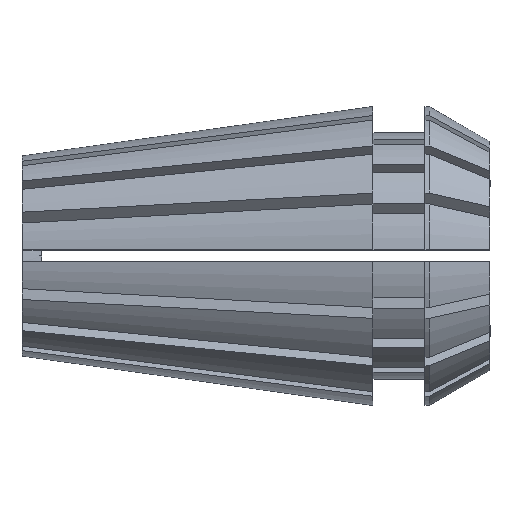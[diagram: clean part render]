
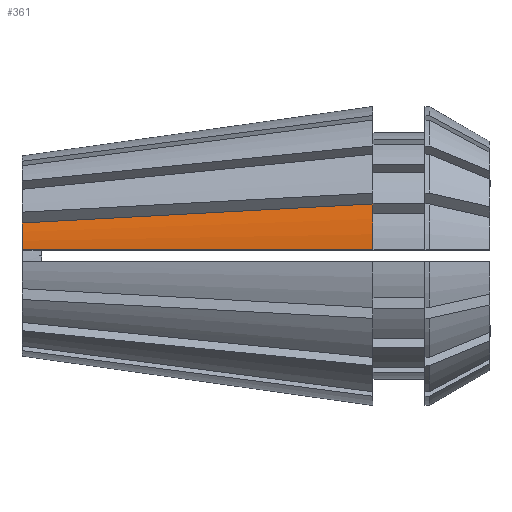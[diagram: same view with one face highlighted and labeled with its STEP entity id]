
A CAD part, top view. The second image highlights one B-rep face of the part: STEP entity #361.
In plain terms, the highlighted conical face has half-angle 8 degrees and reference radius 5.753 mm.
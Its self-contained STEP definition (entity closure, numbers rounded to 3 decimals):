
#95 = CARTESIAN_POINT ( 'NONE',  ( 0.303, 0.225, 3.892 ) ) ;
#140 = CARTESIAN_POINT ( 'NONE',  ( 0., 1.265, 3.642 ) ) ;
#283 = ORIENTED_EDGE ( 'NONE', *, *, #4622, .F. ) ;
#302 = CARTESIAN_POINT ( 'NONE',  ( 13.5, 0., 0. ) ) ;
#361 = ADVANCED_FACE ( 'NONE', ( #4879 ), #3403, .T. ) ;
#616 = CARTESIAN_POINT ( 'NONE',  ( 0., 0.225, 3.849 ) ) ;
#761 = CARTESIAN_POINT ( 'NONE',  ( 13.5, 0.225, 5.749 ) ) ;
#789 = CIRCLE ( 'NONE', #1172, 5.753 ) ;
#1156 = ORIENTED_EDGE ( 'NONE', *, *, #3543, .T. ) ;
#1172 = AXIS2_PLACEMENT_3D ( 'NONE', #3923, #1239, #4365 ) ;
#1209 = DIRECTION ( 'NONE',  ( 1., 0., 0. ) ) ;
#1210 = AXIS2_PLACEMENT_3D ( 'NONE', #302, #1209, #2000 ) ;
#1239 = DIRECTION ( 'NONE',  ( -1., 0., 0. ) ) ;
#1396 = CARTESIAN_POINT ( 'NONE',  ( 13.5, 1.992, 5.397 ) ) ;
#1484 = B_SPLINE_CURVE_WITH_KNOTS ( 'NONE', 3,
 ( #3230, #1864, #4580, #1899, #5028, #2366, #5478, #2819, #95, #3244 ),
 .UNSPECIFIED., .F., .F.,
 ( 4, 3, 3, 4 ),
 ( 0.023, 0.029, 0.036, 0.037 ),
 .UNSPECIFIED. ) ;
#1657 = ORIENTED_EDGE ( 'NONE', *, *, #5730, .F. ) ;
#1864 = CARTESIAN_POINT ( 'NONE',  ( 11.612, 0.225, 5.483 ) ) ;
#1899 = CARTESIAN_POINT ( 'NONE',  ( 7.836, 0.225, 4.952 ) ) ;
#1928 = ORIENTED_EDGE ( 'NONE', *, *, #5336, .F. ) ;
#1949 = CARTESIAN_POINT ( 'NONE',  ( 4.469, 1.506, 4.223 ) ) ;
#2000 = DIRECTION ( 'NONE',  ( 0., 0., -1. ) ) ;
#2244 = CARTESIAN_POINT ( 'NONE',  ( 0., 0., 0. ) ) ;
#2366 = CARTESIAN_POINT ( 'NONE',  ( 3.219, 0.225, 4.302 ) ) ;
#2399 = VERTEX_POINT ( 'NONE', #616 ) ;
#2405 = CARTESIAN_POINT ( 'NONE',  ( 2.234, 1.385, 3.933 ) ) ;
#2417 = EDGE_LOOP ( 'NONE', ( #283, #1928, #1657, #1156 ) ) ;
#2421 = CARTESIAN_POINT ( 'NONE',  ( 8.969, 1.748, 4.808 ) ) ;
#2534 = VERTEX_POINT ( 'NONE', #1396 ) ;
#2694 = DIRECTION ( 'NONE',  ( 0., 0., 1. ) ) ;
#2819 = CARTESIAN_POINT ( 'NONE',  ( 0.607, 0.225, 3.935 ) ) ;
#2867 = CARTESIAN_POINT ( 'NONE',  ( 13.5, 1.992, 5.397 ) ) ;
#2890 = AXIS2_PLACEMENT_3D ( 'NONE', #2244, #5354, #2694 ) ;
#2967 = CARTESIAN_POINT ( 'NONE',  ( 0., 1.265, 3.642 ) ) ;
#3230 = CARTESIAN_POINT ( 'NONE',  ( 13.5, 0.225, 5.749 ) ) ;
#3244 = CARTESIAN_POINT ( 'NONE',  ( 0., 0.225, 3.849 ) ) ;
#3403 = CONICAL_SURFACE ( 'NONE', #1210, 5.753, 0.14 ) ;
#3543 = EDGE_CURVE ( 'NONE', #4820, #2534, #789, .T. ) ;
#3715 = B_SPLINE_CURVE_WITH_KNOTS ( 'NONE', 3,
 ( #140, #2405, #1949, #5080, #2421, #5533, #2867 ),
 .UNSPECIFIED., .F., .F.,
 ( 4, 3, 4 ),
 ( 0., 0.007, 0.014 ),
 .UNSPECIFIED. ) ;
#3923 = CARTESIAN_POINT ( 'NONE',  ( 13.5, 0., 0. ) ) ;
#4365 = DIRECTION ( 'NONE',  ( 0., 0., 1. ) ) ;
#4580 = CARTESIAN_POINT ( 'NONE',  ( 9.724, 0.225, 5.217 ) ) ;
#4622 = EDGE_CURVE ( 'NONE', #5119, #2534, #3715, .T. ) ;
#4820 = VERTEX_POINT ( 'NONE', #761 ) ;
#4879 = FACE_OUTER_BOUND ( 'NONE', #2417, .T. ) ;
#5028 = CARTESIAN_POINT ( 'NONE',  ( 5.527, 0.225, 4.627 ) ) ;
#5080 = CARTESIAN_POINT ( 'NONE',  ( 6.703, 1.626, 4.514 ) ) ;
#5119 = VERTEX_POINT ( 'NONE', #2967 ) ;
#5172 = CIRCLE ( 'NONE', #2890, 3.856 ) ;
#5336 = EDGE_CURVE ( 'NONE', #2399, #5119, #5172, .T. ) ;
#5354 = DIRECTION ( 'NONE',  ( -1., 0., 0. ) ) ;
#5478 = CARTESIAN_POINT ( 'NONE',  ( 0.91, 0.225, 3.977 ) ) ;
#5533 = CARTESIAN_POINT ( 'NONE',  ( 11.234, 1.87, 5.103 ) ) ;
#5730 = EDGE_CURVE ( 'NONE', #4820, #2399, #1484, .T. ) ;
